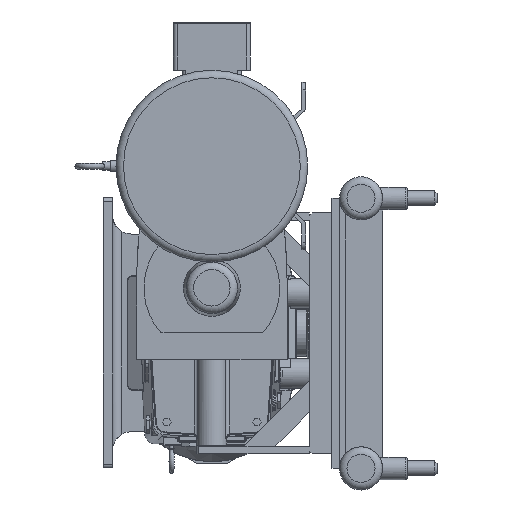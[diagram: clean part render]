
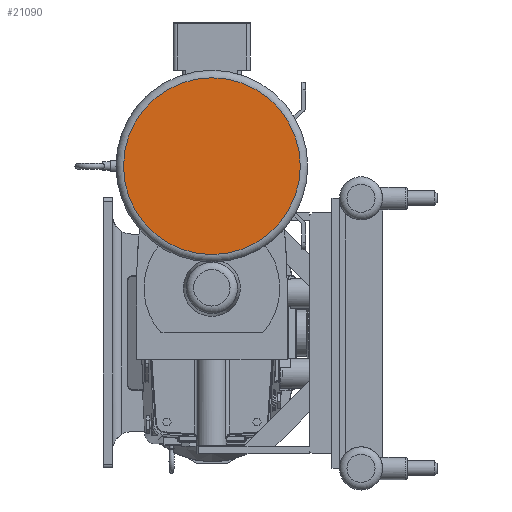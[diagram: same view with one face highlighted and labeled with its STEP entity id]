
A CAD part, left-side view. The second image highlights one B-rep face of the part: STEP entity #21090.
In plain terms, the highlighted planar face has unit normal (-1, 0, 0).
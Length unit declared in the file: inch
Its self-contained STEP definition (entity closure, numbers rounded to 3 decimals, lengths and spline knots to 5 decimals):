
#1538=CIRCLE('',#23245,5.89);
#1539=CIRCLE('',#23246,5.89);
#2424=PLANE('',#23244);
#3575=FACE_OUTER_BOUND('',#4880,.T.);
#4880=EDGE_LOOP('',(#19188,#19189));
#10247=VERTEX_POINT('',#40993);
#10248=VERTEX_POINT('',#40994);
#13272=EDGE_CURVE('',#10247,#10248,#1538,.T.);
#13273=EDGE_CURVE('',#10248,#10247,#1539,.T.);
#19188=ORIENTED_EDGE('',*,*,#13272,.F.);
#19189=ORIENTED_EDGE('',*,*,#13273,.F.);
#21090=ADVANCED_FACE('',(#3575),#2424,.T.);
#23244=AXIS2_PLACEMENT_3D('',#40992,#29052,#29053);
#23245=AXIS2_PLACEMENT_3D('',#40995,#29054,#29055);
#23246=AXIS2_PLACEMENT_3D('',#40996,#29056,#29057);
#29052=DIRECTION('center_axis',(-1.,0.,0.));
#29053=DIRECTION('ref_axis',(0.,1.,0.));
#29054=DIRECTION('center_axis',(1.,0.,0.));
#29055=DIRECTION('ref_axis',(0.,0.,
1.));
#29056=DIRECTION('center_axis',(1.,0.,0.));
#29057=DIRECTION('ref_axis',(0.,0.,
1.));
#40992=CARTESIAN_POINT('Origin',(-55.326,0.,4.72));
#40993=CARTESIAN_POINT('',(-55.326,0.,5.22));
#40994=CARTESIAN_POINT('',(-55.326,5.89,11.11));
#40995=CARTESIAN_POINT('Origin',(-55.326,0.,11.11));
#40996=CARTESIAN_POINT('Origin',(-55.326,0.,11.11));
